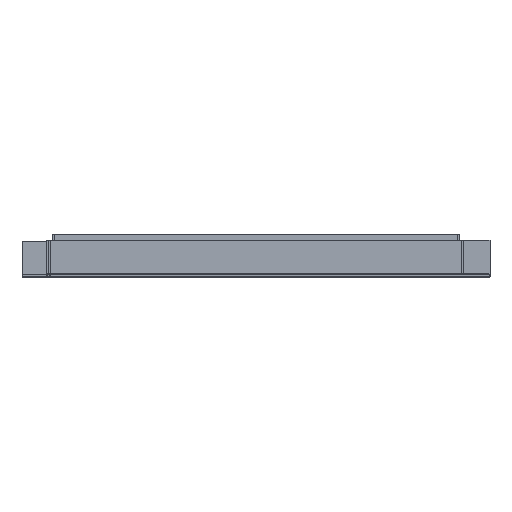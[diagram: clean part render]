
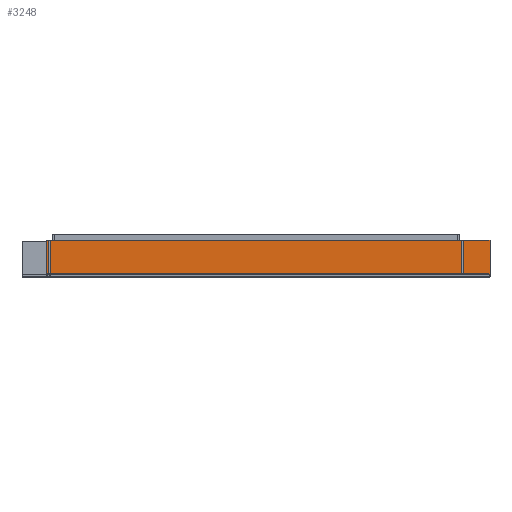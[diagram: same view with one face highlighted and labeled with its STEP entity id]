
A CAD part, top view. The second image highlights one B-rep face of the part: STEP entity #3248.
In plain terms, the highlighted face is planar.
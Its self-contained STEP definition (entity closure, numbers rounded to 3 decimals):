
#57 = LINE ( 'NONE', #2291, #59 ) ;
#59 = VECTOR ( 'NONE', #701, 1000. ) ;
#398 = CARTESIAN_POINT ( 'NONE',  ( 18.5, 2.1, 306.8 ) ) ;
#414 = LINE ( 'NONE', #740, #436 ) ;
#436 = VECTOR ( 'NONE', #2252, 1000. ) ;
#443 = VERTEX_POINT ( 'NONE', #3208 ) ;
#580 = FACE_OUTER_BOUND ( 'NONE', #879, .T. ) ;
#696 = DIRECTION ( 'NONE',  ( 0., 0., -1. ) ) ;
#701 = DIRECTION ( 'NONE',  ( 0., -1., 0. ) ) ;
#740 = CARTESIAN_POINT ( 'NONE',  ( 18.5, 2.1, 306.8 ) ) ;
#749 = CARTESIAN_POINT ( 'NONE',  ( 18.5, 25., 306.8 ) ) ;
#860 = LINE ( 'NONE', #749, #1239 ) ;
#879 = EDGE_LOOP ( 'NONE', ( #2923, #3262, #3216, #3305 ) ) ;
#936 = VERTEX_POINT ( 'NONE', #398 ) ;
#1064 = EDGE_CURVE ( 'NONE', #1272, #936, #414, .T. ) ;
#1132 = VERTEX_POINT ( 'NONE', #3710 ) ;
#1224 = AXIS2_PLACEMENT_3D ( 'NONE', #2512, #2660, #2779 ) ;
#1239 = VECTOR ( 'NONE', #696, 1000. ) ;
#1272 = VERTEX_POINT ( 'NONE', #2471 ) ;
#2244 = DIRECTION ( 'NONE',  ( 0., -1., 0. ) ) ;
#2252 = DIRECTION ( 'NONE',  ( 0., 0., 1. ) ) ;
#2261 = PLANE ( 'NONE',  #1224 ) ;
#2291 = CARTESIAN_POINT ( 'NONE',  ( 18.5, 25., 0. ) ) ;
#2471 = CARTESIAN_POINT ( 'NONE',  ( 18.5, 2.1, 0. ) ) ;
#2512 = CARTESIAN_POINT ( 'NONE',  ( 18.5, 25., 306.8 ) ) ;
#2660 = DIRECTION ( 'NONE',  ( 1., 0., 0. ) ) ;
#2779 = DIRECTION ( 'NONE',  ( 0., 1., 0. ) ) ;
#2923 = ORIENTED_EDGE ( 'NONE', *, *, #2980, .T. ) ;
#2941 = EDGE_CURVE ( 'NONE', #443, #936, #3686, .T. ) ;
#2980 = EDGE_CURVE ( 'NONE', #1132, #1272, #57, .T. ) ;
#3208 = CARTESIAN_POINT ( 'NONE',  ( 18.5, 25., 306.8 ) ) ;
#3216 = ORIENTED_EDGE ( 'NONE', *, *, #2941, .F. ) ;
#3248 = ADVANCED_FACE ( 'NONE', ( #580 ), #2261, .F. ) ;
#3262 = ORIENTED_EDGE ( 'NONE', *, *, #1064, .T. ) ;
#3305 = ORIENTED_EDGE ( 'NONE', *, *, #3485, .T. ) ;
#3485 = EDGE_CURVE ( 'NONE', #443, #1132, #860, .T. ) ;
#3504 = CARTESIAN_POINT ( 'NONE',  ( 18.5, 25., 306.8 ) ) ;
#3513 = VECTOR ( 'NONE', #2244, 1000. ) ;
#3686 = LINE ( 'NONE', #3504, #3513 ) ;
#3710 = CARTESIAN_POINT ( 'NONE',  ( 18.5, 25., 0. ) ) ;
